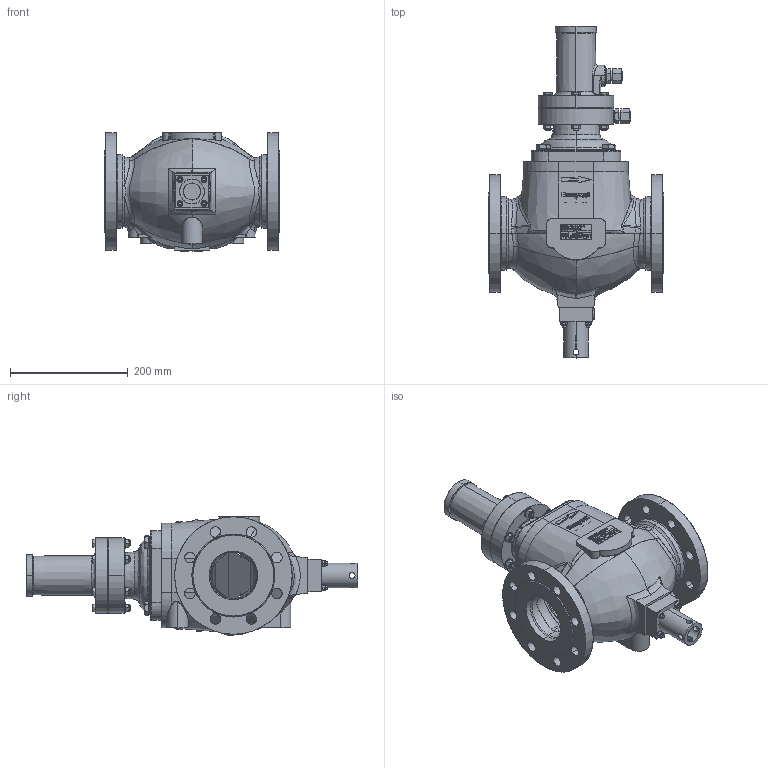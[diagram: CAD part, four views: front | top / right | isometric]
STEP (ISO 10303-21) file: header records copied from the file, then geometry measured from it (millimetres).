
FILE_DESCRIPTION (( 'STEP AP214' ), '1' );
FILE_NAME ('MB_HON720_DN_80_PN_16_K5.STEP', '2017-03-08T10:35:16', ( '' ), ( '' ), 'SwSTEP 2.0', 'SolidWorks 2015', '' );
FILE_SCHEMA (( 'AUTOMOTIVE_DESIGN' ));
Length unit declared in the file: millimetre
Products named in the file (1): MB_HON720_DN_80_PN_16_K5
Bounding box: 298 x 564.88 x 202.35 mm (x, y, z)
Surface area: 544395.2 mm2 (no closed solid volume)
Topology: 0 solids, 1126 shells, 1506 faces, 9494 edges, 9120 vertices
Faces by surface type: plane 565, bspline 438, cylinder 300, cone 203
Entity records: 186902 total; most frequent: CARTESIAN_POINT 128683, ORIENTED_EDGE 10400, EDGE_CURVE 9482, VERTEX_POINT 9120, DIRECTION 7121, B_SPLINE_CURVE_WITH_KNOTS 5646, LINE 2647, VECTOR 2647
